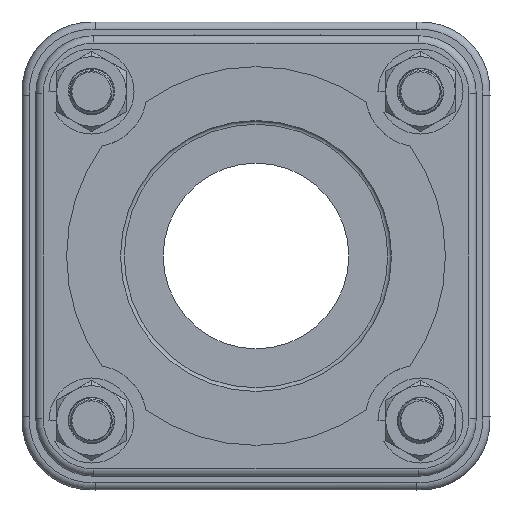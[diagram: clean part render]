
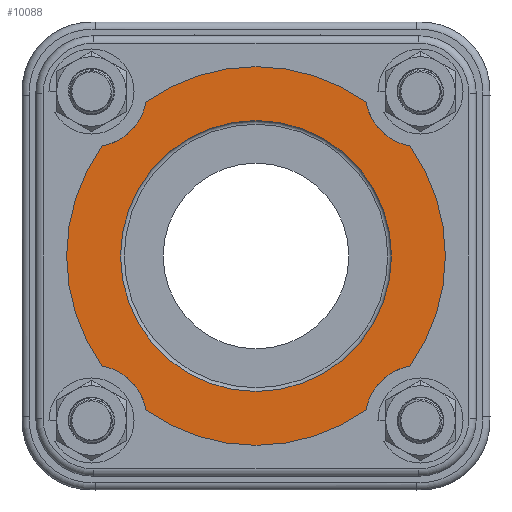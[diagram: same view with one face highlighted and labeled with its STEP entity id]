
A CAD part, front view. The second image highlights one B-rep face of the part: STEP entity #10088.
In plain terms, the highlighted face is planar.
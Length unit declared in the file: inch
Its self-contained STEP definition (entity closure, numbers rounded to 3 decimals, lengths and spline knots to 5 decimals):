
#621=PLANE('',#11318);
#1192=FACE_OUTER_BOUND('',#2391,.T.);
#1634=CIRCLE('',#11194,1.095);
#1635=CIRCLE('',#11195,1.095);
#1648=CIRCLE('',#11213,0.45);
#1654=CIRCLE('',#11222,0.45);
#1706=CIRCLE('',#11303,0.45);
#1707=CIRCLE('',#11305,0.45);
#1708=CIRCLE('',#11307,1.53);
#1709=CIRCLE('',#11309,1.53);
#1710=CIRCLE('',#11311,1.53);
#1711=CIRCLE('',#11319,1.53);
#1770=FACE_BOUND('',#2392,.T.);
#2391=EDGE_LOOP('',(#9395,#9396,#9397,#9398,#9399,#9400,#9401,#9402));
#2392=EDGE_LOOP('',(#9403,#9404));
#4883=VERTEX_POINT('',#22589);
#4884=VERTEX_POINT('',#22591);
#4900=VERTEX_POINT('',#22673);
#4901=VERTEX_POINT('',#22675);
#4910=VERTEX_POINT('',#22749);
#4911=VERTEX_POINT('',#22751);
#4963=VERTEX_POINT('',#22945);
#4964=VERTEX_POINT('',#22947);
#4965=VERTEX_POINT('',#22951);
#4966=VERTEX_POINT('',#22953);
#6320=EDGE_CURVE('',#4884,#4883,#1634,.T.);
#6321=EDGE_CURVE('',#4883,#4884,#1635,.T.);
#6340=EDGE_CURVE('',#4901,#4900,#1648,.T.);
#6354=EDGE_CURVE('',#4911,#4910,#1654,.T.);
#6435=EDGE_CURVE('',#4964,#4963,#1706,.T.);
#6438=EDGE_CURVE('',#4966,#4965,#1707,.T.);
#6440=EDGE_CURVE('',#4966,#4910,#1708,.T.);
#6441=EDGE_CURVE('',#4901,#4965,#1709,.T.);
#6442=EDGE_CURVE('',#4964,#4900,#1710,.T.);
#6448=EDGE_CURVE('',#4911,#4963,#1711,.T.);
#9395=ORIENTED_EDGE('',*,*,#6435,.T.);
#9396=ORIENTED_EDGE('',*,*,#6448,.F.);
#9397=ORIENTED_EDGE('',*,*,#6354,.T.);
#9398=ORIENTED_EDGE('',*,*,#6440,.F.);
#9399=ORIENTED_EDGE('',*,*,#6438,.T.);
#9400=ORIENTED_EDGE('',*,*,#6441,.F.);
#9401=ORIENTED_EDGE('',*,*,#6340,.T.);
#9402=ORIENTED_EDGE('',*,*,#6442,.F.);
#9403=ORIENTED_EDGE('',*,*,#6320,.T.);
#9404=ORIENTED_EDGE('',*,*,#6321,.T.);
#10088=ADVANCED_FACE('',(#1192,#1770),#621,.T.);
#11194=AXIS2_PLACEMENT_3D('',#22592,#13770,#13771);
#11195=AXIS2_PLACEMENT_3D('',#22593,#13772,#13773);
#11213=AXIS2_PLACEMENT_3D('',#22676,#13810,#13811);
#11222=AXIS2_PLACEMENT_3D('',#22752,#13831,#13832);
#11303=AXIS2_PLACEMENT_3D('',#22948,#14019,#14020);
#11305=AXIS2_PLACEMENT_3D('',#22954,#14025,#14026);
#11307=AXIS2_PLACEMENT_3D('',#22957,#14030,#14031);
#11309=AXIS2_PLACEMENT_3D('',#22959,#14034,#14035);
#11311=AXIS2_PLACEMENT_3D('',#22961,#14038,#14039);
#11318=AXIS2_PLACEMENT_3D('',#22973,#14057,#14058);
#11319=AXIS2_PLACEMENT_3D('',#22974,#14059,#14060);
#13770=DIRECTION('center_axis',(1.,0.,0.));
#13771=DIRECTION('ref_axis',(0.,1.,0.));
#13772=DIRECTION('center_axis',(1.,0.,0.));
#13773=DIRECTION('ref_axis',(0.,1.,0.));
#13810=DIRECTION('center_axis',(1.,0.,0.));
#13811=DIRECTION('ref_axis',(0.,0.,-1.));
#13831=DIRECTION('center_axis',(1.,0.,0.));
#13832=DIRECTION('ref_axis',(0.,0.,-1.));
#14019=DIRECTION('center_axis',(1.,0.,0.));
#14020=DIRECTION('ref_axis',(0.,0.,-1.));
#14025=DIRECTION('center_axis',(1.,0.,0.));
#14026=DIRECTION('ref_axis',(0.,0.,-1.));
#14030=DIRECTION('center_axis',(1.,0.,0.));
#14031=DIRECTION('ref_axis',(0.,1.,0.));
#14034=DIRECTION('center_axis',(1.,0.,0.));
#14035=DIRECTION('ref_axis',(0.,1.,0.));
#14038=DIRECTION('center_axis',(1.,0.,0.));
#14039=DIRECTION('ref_axis',(0.,1.,0.));
#14057=DIRECTION('center_axis',(-1.,0.,0.));
#14058=DIRECTION('ref_axis',(0.,0.,1.));
#14059=DIRECTION('center_axis',(1.,0.,0.));
#14060=DIRECTION('ref_axis',(0.,1.,0.));
#22589=CARTESIAN_POINT('',(-2.35,-1.095,0.));
#22591=CARTESIAN_POINT('',(-2.35,1.095,0.));
#22592=CARTESIAN_POINT('Origin',(-2.35,0.,0.));
#22593=CARTESIAN_POINT('Origin',(-2.35,0.,0.));
#22673=CARTESIAN_POINT('',(-2.35,1.24663,0.88703));
#22675=CARTESIAN_POINT('',(-2.35,0.88703,1.24663));
#22676=CARTESIAN_POINT('Origin',(-2.35,1.32936,1.32936));
#22749=CARTESIAN_POINT('',(-2.35,-1.24663,-0.88703));
#22751=CARTESIAN_POINT('',(-2.35,-0.88703,-1.24663));
#22752=CARTESIAN_POINT('Origin',(-2.35,-1.32936,-1.32936));
#22945=CARTESIAN_POINT('',(-2.35,0.88703,-1.24663));
#22947=CARTESIAN_POINT('',(-2.35,1.24663,-0.88703));
#22948=CARTESIAN_POINT('Origin',(-2.35,1.32936,-1.32936));
#22951=CARTESIAN_POINT('',(-2.35,-0.88703,1.24663));
#22953=CARTESIAN_POINT('',(-2.35,-1.24663,0.88703));
#22954=CARTESIAN_POINT('Origin',(-2.35,-1.32936,1.32936));
#22957=CARTESIAN_POINT('Origin',(-2.35,0.,0.));
#22959=CARTESIAN_POINT('Origin',(-2.35,0.,0.));
#22961=CARTESIAN_POINT('Origin',(-2.35,0.,0.));
#22973=CARTESIAN_POINT('Origin',(-2.35,1.3125,0.));
#22974=CARTESIAN_POINT('Origin',(-2.35,0.,0.));
